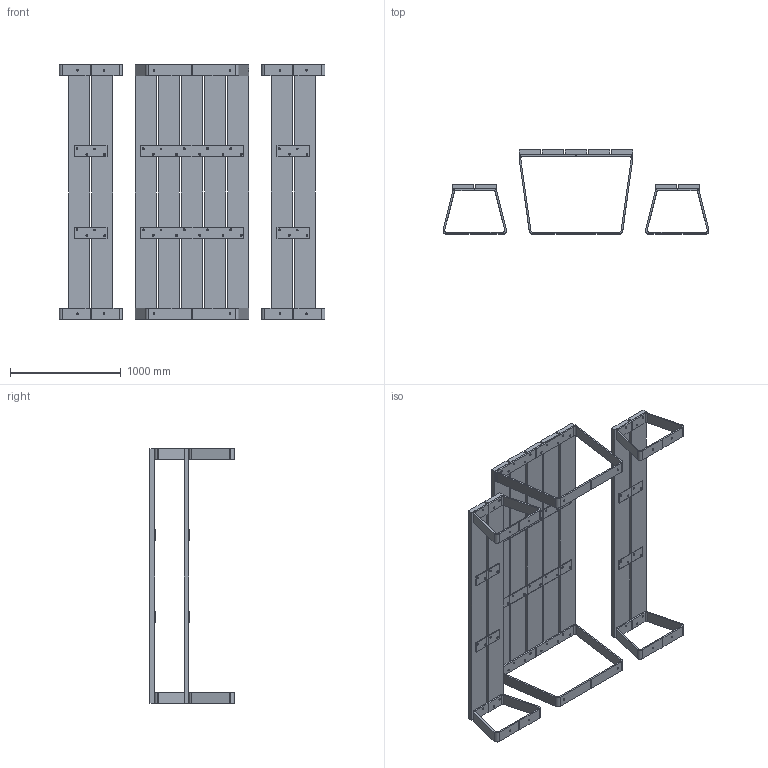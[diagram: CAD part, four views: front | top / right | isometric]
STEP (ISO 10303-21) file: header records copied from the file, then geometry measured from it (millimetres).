
FILE_DESCRIPTION (( 'STEP AP203' ), '1' );
FILE_NAME ('MOPNC.2300.STEP', '2021-03-16T09:24:54', ( '' ), ( '' ), 'SwSTEP 2.0', 'SolidWorks 2020', '' );
FILE_SCHEMA (( 'CONFIG_CONTROL_DESIGN' ));
Length unit declared in the file: millimetre
Products named in the file (17): MOTA.2300 Strip; MOTA.2300 Frame; MOBE.2300S Frame; MOPNC.2300; MOBE.2300S Wood; MOBE.2300S; FURNS Brandtag sticker; MOTA.2300 Frame Side; MOTA.2300 Wood; MOBE.2300S Strip; MOBE.2300S Frame Side; MOTA.2300_ZnRc
Assembly tree (39 placements, depth 4):
  MOPNC.2300
    MOTA.2300_ZnRc
      MOTA.2300 Strip  x2
      MOTA.2300 Wood  x5
      MOTA.2300 Frame
        MOTA.2300 Frame Side  x2
      MOTA.2300 Frame
        MOTA.2300 Frame Side  x2
      FURNS Brandtag sticker
    MOBE.2300S
      MOBE.2300S Strip  x2
      MOBE.2300S Wood  x2
      MOBE.2300S Frame
        MOBE.2300S Frame Side  x2
      MOBE.2300S Frame
        MOBE.2300S Frame Side  x2
      FURNS Brandtag sticker
    MOBE.2300S
      MOBE.2300S Strip  x2
      MOBE.2300S Wood  x2
      MOBE.2300S Frame
        MOBE.2300S Frame Side  x2
      MOBE.2300S Frame
        MOBE.2300S Frame Side  x2
      FURNS Brandtag sticker
Bounding box: 2403.51 x 760 x 2300 mm (x, y, z)
Volume: 186516785.4 mm3; surface area: 13499444.2 mm2
Topology: 30 solids, 30 shells, 1749 faces, 4527 edges, 2898 vertices
Faces by surface type: plane 1044, cylinder 279, bspline 258, cone 168
Entity records: 18700 total; most frequent: CARTESIAN_POINT 3989, ORIENTED_EDGE 2670, DIRECTION 2291, EDGE_CURVE 1335, LINE 975, VECTOR 975, VERTEX_POINT 864, AXIS2_PLACEMENT_3D 658
